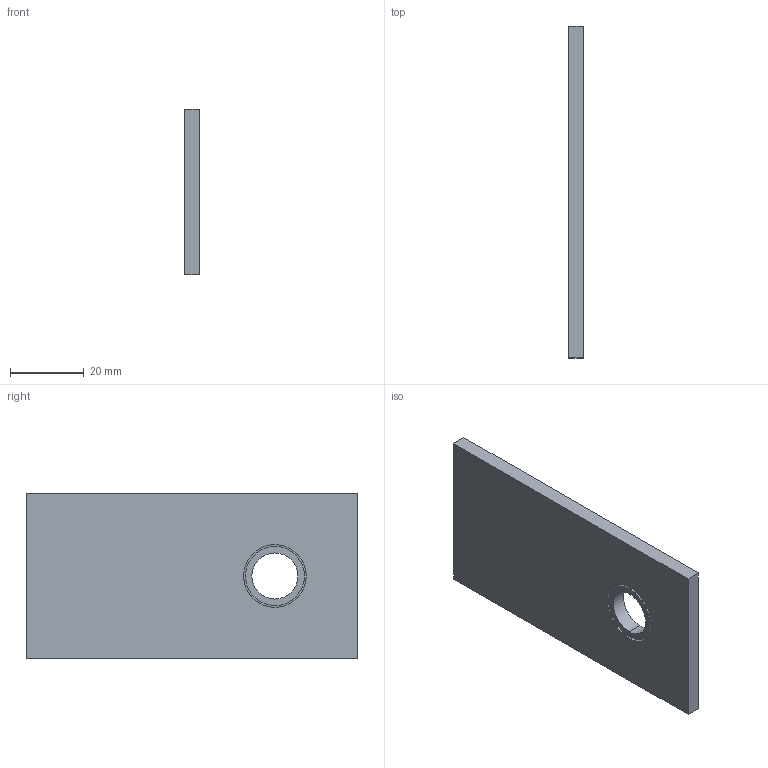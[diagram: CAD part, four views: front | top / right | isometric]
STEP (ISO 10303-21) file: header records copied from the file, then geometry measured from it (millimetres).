
FILE_DESCRIPTION(('STEP AP214'),'1');
FILE_NAME('cctmp_935BBAC5-95AE-4443-B24C-039893641211_2020_1_20_7_40_36_637..stp','2020-01-20T06:40:36',('Bosch Rexroth AG'),('CADClick - www.CADClick.com'),'Spatial InterOp 3D',' ','unknown authorization - (Healing Option Enabled)');
FILE_SCHEMA(('AUTOMOTIVE_DESIGN'));
Length unit declared in the file: millimetre
Products named in the file (1): 2020_01_20__07-40-36-637
Bounding box: 4 x 90 x 45 mm (x, y, z)
Volume: 15618.4 mm3; surface area: 9454.5 mm2
Topology: 1 solids, 1 shells, 20 faces, 50 edges, 36 vertices
Faces by surface type: cylinder 10, plane 10
Entity records: 814 total; most frequent: DIRECTION 120, CARTESIAN_POINT 107, ORIENTED_EDGE 100, EDGE_CURVE 50, AXIS2_PLACEMENT_3D 49, VERTEX_POINT 36, CIRCLE 28, EDGE_LOOP 26
